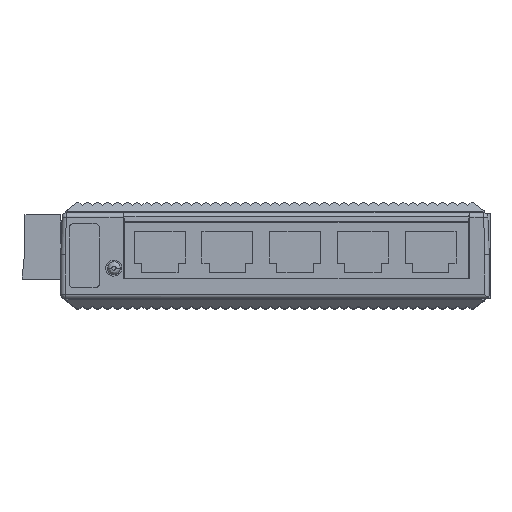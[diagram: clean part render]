
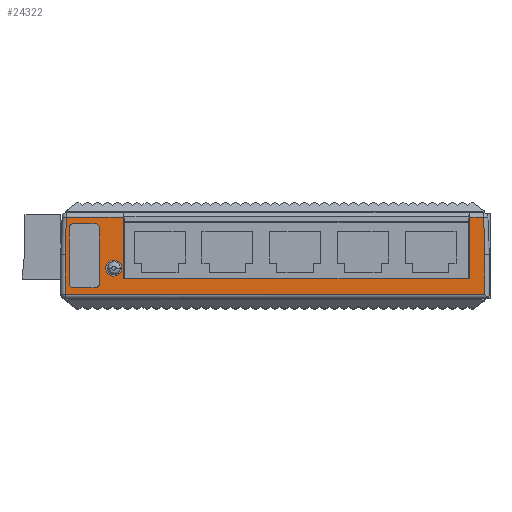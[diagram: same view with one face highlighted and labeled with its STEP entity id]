
A CAD part, top view. The second image highlights one B-rep face of the part: STEP entity #24322.
In plain terms, the highlighted planar face has unit normal (0, 0, -1).
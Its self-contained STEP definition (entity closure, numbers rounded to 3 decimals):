
#12870=DIRECTION('',(0.,1.,0.));
#12871=VECTOR('',#12870,14.384);
#12872=CARTESIAN_POINT('',(-35.431,-5.384,39.));
#12873=LINE('',#12872,#12871);
#12874=DIRECTION('',(-0.035,-0.999,0.));
#12875=VECTOR('',#12874,8.773);
#12876=CARTESIAN_POINT('',(-48.694,9.,39.));
#12877=LINE('',#12876,#12875);
#12878=DIRECTION('',(-0.035,0.999,0.));
#12879=VECTOR('',#12878,8.773);
#12880=CARTESIAN_POINT('',(49.,0.233,39.));
#12881=LINE('',#12880,#12879);
#12882=DIRECTION('',(0.,-1.,0.));
#12883=VECTOR('',#12882,14.384);
#12884=CARTESIAN_POINT('',(45.431,9.,39.));
#12885=LINE('',#12884,#12883);
#12886=DIRECTION('',(1.,0.,0.));
#12887=VECTOR('',#12886,80.862);
#12888=CARTESIAN_POINT('',(-35.431,-5.384,39.));
#12889=LINE('',#12888,#12887);
#12890=CARTESIAN_POINT('',(-42.,-6.5,39.));
#12891=DIRECTION('',(0.,0.,-1.));
#12892=DIRECTION('',(1.,0.,0.));
#12893=AXIS2_PLACEMENT_3D('',#12890,#12891,#12892);
#12895=CARTESIAN_POINT('',(-47.,-6.5,39.));
#12896=DIRECTION('',(0.,0.,-1.));
#12897=DIRECTION('',(0.,-1.,0.));
#12898=AXIS2_PLACEMENT_3D('',#12895,#12896,#12897);
#12900=CARTESIAN_POINT('',(-47.,6.5,39.));
#12901=DIRECTION('',(0.,0.,-1.));
#12902=DIRECTION('',(-1.,0.,0.));
#12903=AXIS2_PLACEMENT_3D('',#12900,#12901,#12902);
#12905=CARTESIAN_POINT('',(-42.,6.5,39.));
#12906=DIRECTION('',(0.,0.,-1.));
#12907=DIRECTION('',(0.,1.,0.));
#12908=AXIS2_PLACEMENT_3D('',#12905,#12906,#12907);
#12910=CARTESIAN_POINT('',(-37.6,-2.9,39.));
#12911=DIRECTION('',(0.,0.,-1.));
#12912=DIRECTION('',(0.,-1.,0.));
#12913=AXIS2_PLACEMENT_3D('',#12910,#12911,#12912);
#12915=CARTESIAN_POINT('',(-37.8,-2.9,39.));
#12916=DIRECTION('',(0.,0.,1.));
#12917=DIRECTION('',(-0.724,0.689,0.));
#12918=AXIS2_PLACEMENT_3D('',#12915,#12916,#12917);
#12920=CARTESIAN_POINT('',(-37.6,-2.9,39.));
#12921=DIRECTION('',(0.,0.,1.));
#12922=DIRECTION('',(0.,-1.,0.));
#12923=AXIS2_PLACEMENT_3D('',#12920,#12921,#12922);
#12929=DIRECTION('',(-1.,0.,0.));
#12930=VECTOR('',#12929,13.263);
#12931=CARTESIAN_POINT('',(-35.431,9.,39.));
#12932=LINE('',#12931,#12930);
#12952=DIRECTION('',(0.,-1.,0.));
#12953=VECTOR('',#12952,9.233);
#12954=CARTESIAN_POINT('',(-49.,0.233,39.));
#12955=LINE('',#12954,#12953);
#12963=CARTESIAN_POINT('',(-49.,0.233,39.));
#13006=DIRECTION('',(1.,0.,0.));
#13007=VECTOR('',#13006,98.);
#13008=CARTESIAN_POINT('',(-49.,-9.,39.));
#13009=LINE('',#13008,#13007);
#13047=DIRECTION('',(0.,1.,0.));
#13048=VECTOR('',#13047,9.233);
#13049=CARTESIAN_POINT('',(49.,-9.,39.));
#13050=LINE('',#13049,#13048);
#13134=DIRECTION('',(-1.,0.,0.));
#13135=VECTOR('',#13134,3.263);
#13136=CARTESIAN_POINT('',(48.694,9.,39.));
#13137=LINE('',#13136,#13135);
#15962=DIRECTION('',(0.,-1.,0.));
#15963=VECTOR('',#15962,13.);
#15964=CARTESIAN_POINT('',(-40.974,6.5,39.));
#15965=LINE('',#15964,#15963);
#15974=DIRECTION('',(1.,0.,0.));
#15975=VECTOR('',#15974,5.);
#15976=CARTESIAN_POINT('',(-47.,7.526,39.));
#15977=LINE('',#15976,#15975);
#15986=DIRECTION('',(0.,1.,0.));
#15987=VECTOR('',#15986,13.);
#15988=CARTESIAN_POINT('',(-48.026,-6.5,39.));
#15989=LINE('',#15988,#15987);
#15998=DIRECTION('',(-1.,0.,0.));
#15999=VECTOR('',#15998,5.);
#16000=CARTESIAN_POINT('',(-42.,-7.526,39.));
#16001=LINE('',#16000,#15999);
#18326=CARTESIAN_POINT('',(-49.,-9.,39.));
#18327=VERTEX_POINT('',#18326);
#18328=CARTESIAN_POINT('',(49.,-9.,39.));
#18329=VERTEX_POINT('',#18328);
#18335=VERTEX_POINT('',#12963);
#18536=CARTESIAN_POINT('',(45.431,-5.384,39.));
#18537=VERTEX_POINT('',#18536);
#18538=CARTESIAN_POINT('',(45.431,9.,39.));
#18539=VERTEX_POINT('',#18538);
#18545=CARTESIAN_POINT('',(-35.431,-5.384,39.));
#18546=VERTEX_POINT('',#18545);
#18547=CARTESIAN_POINT('',(-35.431,9.,39.));
#18548=VERTEX_POINT('',#18547);
#18550=CARTESIAN_POINT('',(48.694,9.,39.));
#18551=VERTEX_POINT('',#18550);
#18552=CARTESIAN_POINT('',(49.,0.233,39.));
#18553=VERTEX_POINT('',#18552);
#18554=CARTESIAN_POINT('',(-48.694,9.,39.));
#18555=VERTEX_POINT('',#18554);
#18556=CARTESIAN_POINT('',(-40.974,6.5,39.));
#18557=CARTESIAN_POINT('',(-40.974,-6.5,39.));
#18558=VERTEX_POINT('',#18556);
#18559=VERTEX_POINT('',#18557);
#18560=CARTESIAN_POINT('',(-42.,7.526,39.));
#18561=VERTEX_POINT('',#18560);
#18562=CARTESIAN_POINT('',(-47.,7.526,39.));
#18563=VERTEX_POINT('',#18562);
#18564=CARTESIAN_POINT('',(-48.026,6.5,39.));
#18565=VERTEX_POINT('',#18564);
#18566=CARTESIAN_POINT('',(-48.026,-6.5,39.));
#18567=VERTEX_POINT('',#18566);
#18568=CARTESIAN_POINT('',(-47.,-7.526,39.));
#18569=VERTEX_POINT('',#18568);
#18570=CARTESIAN_POINT('',(-42.,-7.526,39.));
#18571=VERTEX_POINT('',#18570);
#18572=CARTESIAN_POINT('',(-37.6,-4.755,39.));
#18573=CARTESIAN_POINT('',(-39.035,-4.075,39.));
#18574=VERTEX_POINT('',#18572);
#18575=VERTEX_POINT('',#18573);
#18576=CARTESIAN_POINT('',(-39.035,-1.725,39.));
#18577=VERTEX_POINT('',#18576);
#24273=CARTESIAN_POINT('',(0.,0.,39.));
#24274=DIRECTION('',(0.,0.,1.));
#24275=DIRECTION('',(1.,0.,0.));
#24276=AXIS2_PLACEMENT_3D('',#24273,#24274,#24275);
#24277=PLANE('',#24276);
#24278=ORIENTED_EDGE('',*,*,#23078,.T.);
#24280=ORIENTED_EDGE('',*,*,#24279,.T.);
#24281=ORIENTED_EDGE('',*,*,#24263,.T.);
#24283=ORIENTED_EDGE('',*,*,#24282,.T.);
#24285=ORIENTED_EDGE('',*,*,#24284,.T.);
#24287=ORIENTED_EDGE('',*,*,#24286,.T.);
#24289=ORIENTED_EDGE('',*,*,#24288,.T.);
#24291=ORIENTED_EDGE('',*,*,#24290,.T.);
#24292=ORIENTED_EDGE('',*,*,#23034,.T.);
#24293=ORIENTED_EDGE('',*,*,#23055,.F.);
#24294=EDGE_LOOP('',(#24278,#24280,#24281,#24283,#24285,#24287,#24289,#24291,
#24292,#24293));
#24295=FACE_OUTER_BOUND('',#24294,.F.);
#24297=ORIENTED_EDGE('',*,*,#24296,.T.);
#24299=ORIENTED_EDGE('',*,*,#24298,.T.);
#24301=ORIENTED_EDGE('',*,*,#24300,.T.);
#24303=ORIENTED_EDGE('',*,*,#24302,.T.);
#24305=ORIENTED_EDGE('',*,*,#24304,.T.);
#24307=ORIENTED_EDGE('',*,*,#24306,.T.);
#24309=ORIENTED_EDGE('',*,*,#24308,.T.);
#24311=ORIENTED_EDGE('',*,*,#24310,.T.);
#24312=EDGE_LOOP('',(#24297,#24299,#24301,#24303,#24305,#24307,#24309,#24311));
#24313=FACE_BOUND('',#24312,.F.);
#24315=ORIENTED_EDGE('',*,*,#24314,.T.);
#24317=ORIENTED_EDGE('',*,*,#24316,.F.);
#24319=ORIENTED_EDGE('',*,*,#24318,.F.);
#24320=EDGE_LOOP('',(#24315,#24317,#24319));
#24321=FACE_BOUND('',#24320,.F.);
#12894=CIRCLE('',#12893,1.026);
#12899=CIRCLE('',#12898,1.026);
#12904=CIRCLE('',#12903,1.026);
#12909=CIRCLE('',#12908,1.026);
#12914=CIRCLE('',#12913,1.855);
#12919=CIRCLE('',#12918,1.705);
#12924=CIRCLE('',#12923,1.855);
#23034=EDGE_CURVE('',#18539,#18537,#12885,.T.);
#23055=EDGE_CURVE('',#18546,#18537,#12889,.T.);
#23078=EDGE_CURVE('',#18546,#18548,#12873,.T.);
#24263=EDGE_CURVE('',#18555,#18335,#12877,.T.);
#24279=EDGE_CURVE('',#18548,#18555,#12932,.T.);
#24282=EDGE_CURVE('',#18335,#18327,#12955,.T.);
#24284=EDGE_CURVE('',#18327,#18329,#13009,.T.);
#24286=EDGE_CURVE('',#18329,#18553,#13050,.T.);
#24288=EDGE_CURVE('',#18553,#18551,#12881,.T.);
#24290=EDGE_CURVE('',#18551,#18539,#13137,.T.);
#24296=EDGE_CURVE('',#18558,#18559,#15965,.T.);
#24298=EDGE_CURVE('',#18559,#18571,#12894,.T.);
#24300=EDGE_CURVE('',#18571,#18569,#16001,.T.);
#24302=EDGE_CURVE('',#18569,#18567,#12899,.T.);
#24304=EDGE_CURVE('',#18567,#18565,#15989,.T.);
#24306=EDGE_CURVE('',#18565,#18563,#12904,.T.);
#24308=EDGE_CURVE('',#18563,#18561,#15977,.T.);
#24310=EDGE_CURVE('',#18561,#18558,#12909,.T.);
#24314=EDGE_CURVE('',#18574,#18575,#12914,.T.);
#24316=EDGE_CURVE('',#18577,#18575,#12919,.T.);
#24318=EDGE_CURVE('',#18574,#18577,#12924,.T.);
#24322=ADVANCED_FACE('',(#24295,#24313,#24321),#24277,.F.);
